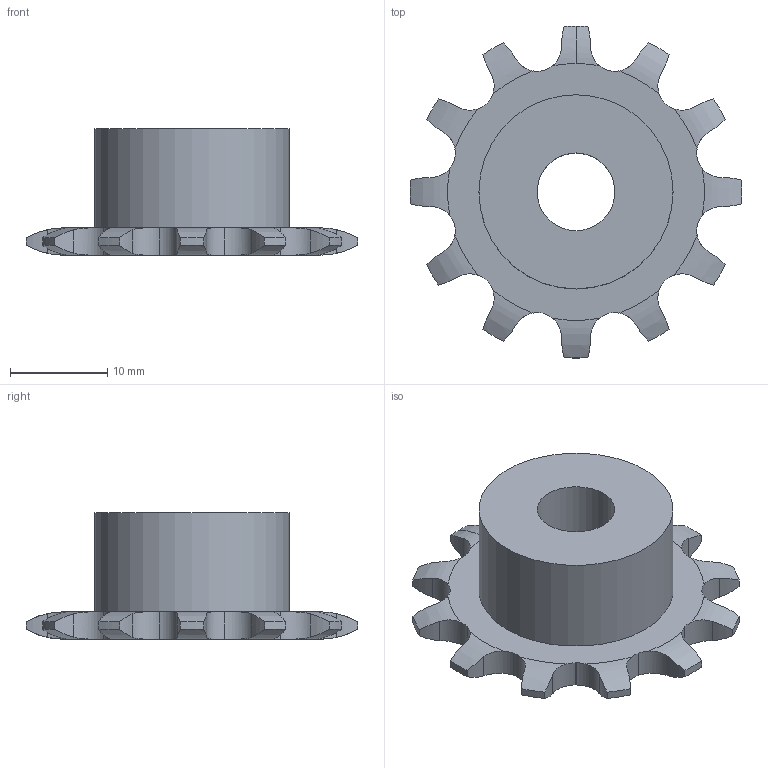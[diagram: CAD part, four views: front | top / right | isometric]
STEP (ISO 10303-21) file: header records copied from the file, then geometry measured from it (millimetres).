
FILE_DESCRIPTION(('FreeCAD Model'),'2;1');
FILE_NAME('Open CASCADE Shape Model','2021-03-07T18:25:41',( 'Simone Bignetti'),(''),'Open CASCADE STEP processor 7.4','FreeCAD', 'Unknown');
FILE_SCHEMA(('AUTOMOTIVE_DESIGN { 1 0 10303 214 1 1 1 1 }'));
Length unit declared in the file: millimetre
Products named in the file (1): Hole
Bounding box: 34.19 x 34.2 x 13 mm (x, y, z)
Volume: 4402.2 mm3; surface area: 2586.4 mm2
Topology: 1 solids, 1 shells, 116 faces, 337 edges, 225 vertices
Faces by surface type: cylinder 62, plane 28, revolution 26
Full cylindrical faces by diameter (mm): 8 x1, 20 x1
Entity records: 11484 total; most frequent: CARTESIAN_POINT 5237, DIRECTION 1027, ORIENTED_EDGE 674, PCURVE 674, DEFINITIONAL_REPRESENTATION 674, LINE 512, VECTOR 512, EDGE_CURVE 337
